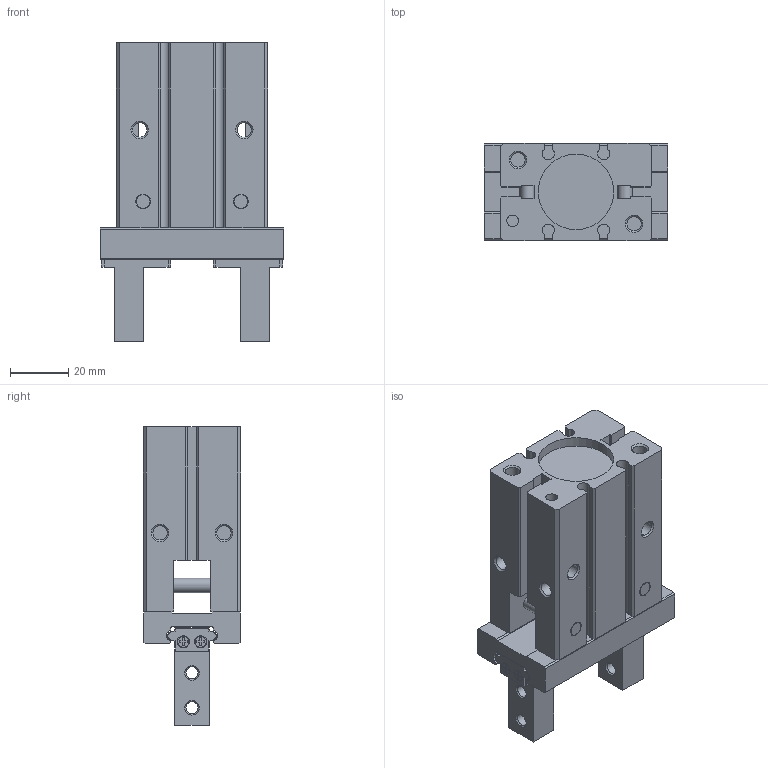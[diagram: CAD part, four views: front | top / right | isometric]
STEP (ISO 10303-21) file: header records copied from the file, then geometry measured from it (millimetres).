
FILE_DESCRIPTION(/* description */ ('STEP AP203'),/* implementation_level */ '2;1');
FILE_NAME(/* name */ 'SHZSA25-S(0)()',/* time_stamp */ '2024-05-09T17:17:19+02:00',/* author */ ('License CC BY-ND 4.0'),/* organization */ ('CADENAS'),/* preprocessor_version */ 'ST-DEVELOPER v19.3',/* originating_system */ 'PARTsolutions',/* authorisation */ ' ');
FILE_SCHEMA (('CONFIG_CONTROL_DESIGN'));
Length unit declared in the file: millimetre
Products named in the file (3): SHZSA25-S(0)(); SHZBlank25_S()_boby; SHZBlank25_S_finger
Assembly tree (3 placements, depth 2):
  SHZSA25-S(0)()
    SHZBlank25_S()_boby
    SHZBlank25_S_finger  x2
Bounding box: 63 x 33.6 x 102.7 mm (x, y, z)
Volume: 114341.5 mm3; surface area: 33131.3 mm2
Topology: 3 solids, 3 shells, 500 faces, 1334 edges, 870 vertices
Faces by surface type: plane 298, cylinder 166, cone 36
Full cylindrical faces by diameter (mm): 3.8 x8, 4 x1, 4.134 x6, 4.2 x8, 4.917 x8, 5 x6, 26 x1
Entity records: 10105 total; most frequent: DIRECTION 1742, CARTESIAN_POINT 1730, ORIENTED_EDGE 1644, EDGE_CURVE 822, LINE 582, VECTOR 582, AXIS2_PLACEMENT_3D 580, VERTEX_POINT 568
